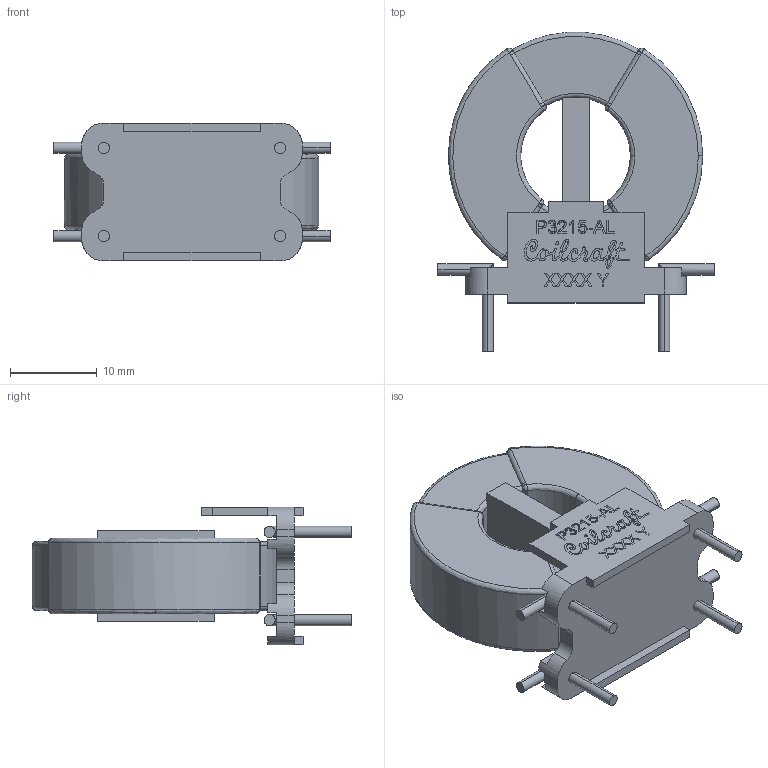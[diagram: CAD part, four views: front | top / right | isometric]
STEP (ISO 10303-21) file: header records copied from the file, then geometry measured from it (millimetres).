
FILE_DESCRIPTION (( 'STEP AP214' ), '1' );
FILE_NAME ('Coilcraft-P3215-AL.STEP', '2019-10-14T07:40:34', ( '' ), ( '' ), 'SwSTEP 2.0', 'SolidWorks 2019', '' );
FILE_SCHEMA (( 'AUTOMOTIVE_DESIGN' ));
Length unit declared in the file: millimetre
Products named in the file (1): Coilcraft-P3215-AL
Bounding box: 31.8 x 36.74 x 15.88 mm (x, y, z)
Surface area: 3925.8 mm2 (no closed solid volume)
Topology: 0 solids, 2 shells, 624 faces, 1545 edges, 936 vertices
Faces by surface type: bspline 305, plane 216, cylinder 103
Entity records: 30172 total; most frequent: CARTESIAN_POINT 10800, ORIENTED_EDGE 3062, DIRECTION 1738, EDGE_CURVE 1533, VERTEX_POINT 936, VECTOR 706, LINE 706, EDGE_LOOP 655
